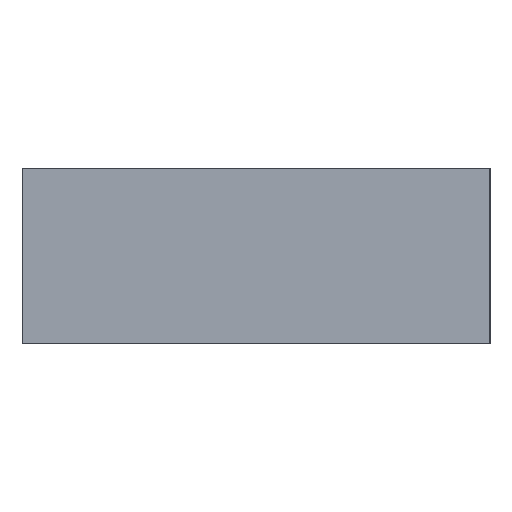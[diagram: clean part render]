
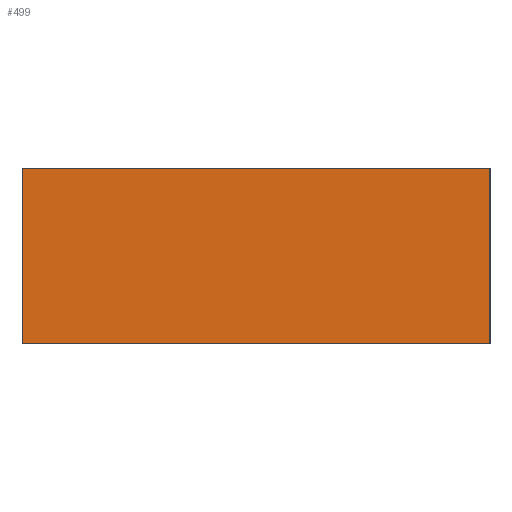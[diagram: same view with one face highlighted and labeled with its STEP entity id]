
A CAD part, left-side view. The second image highlights one B-rep face of the part: STEP entity #499.
In plain terms, the highlighted planar face has unit normal (-1, 0, 0).
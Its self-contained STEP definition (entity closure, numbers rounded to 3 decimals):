
#29=PLANE('',#547);
#54=FACE_OUTER_BOUND('',#83,.T.);
#83=EDGE_LOOP('',(#393,#394,#395,#396));
#117=LINE('',#743,#178);
#128=LINE('',#765,#189);
#131=LINE('',#771,#192);
#132=LINE('',#772,#193);
#178=VECTOR('',#608,10.);
#189=VECTOR('',#621,10.);
#192=VECTOR('',#626,10.);
#193=VECTOR('',#627,10.);
#251=VERTEX_POINT('',#740);
#252=VERTEX_POINT('',#742);
#262=VERTEX_POINT('',#764);
#264=VERTEX_POINT('',#770);
#301=EDGE_CURVE('',#252,#251,#117,.T.);
#312=EDGE_CURVE('',#252,#262,#128,.T.);
#315=EDGE_CURVE('',#264,#251,#131,.T.);
#316=EDGE_CURVE('',#264,#262,#132,.T.);
#393=ORIENTED_EDGE('',*,*,#301,.T.);
#394=ORIENTED_EDGE('',*,*,#315,.F.);
#395=ORIENTED_EDGE('',*,*,#316,.T.);
#396=ORIENTED_EDGE('',*,*,#312,.F.);
#499=ADVANCED_FACE('',(#54),#29,.T.);
#547=AXIS2_PLACEMENT_3D('',#769,#624,#625);
#608=DIRECTION('',(0.,1.,0.));
#621=DIRECTION('',(0.,0.,-1.));
#624=DIRECTION('center_axis',(-1.,0.,0.));
#625=DIRECTION('ref_axis',(0.,-1.,0.));
#626=DIRECTION('',(0.,0.,1.));
#627=DIRECTION('',(0.,-1.,0.));
#740=CARTESIAN_POINT('',(-9.5,14.,5.));
#742=CARTESIAN_POINT('',(-9.5,-10.,5.));
#743=CARTESIAN_POINT('',(-9.5,9.5,5.));
#764=CARTESIAN_POINT('',(-9.5,-10.,-4.));
#765=CARTESIAN_POINT('',(-9.5,-10.,0.));
#769=CARTESIAN_POINT('Origin',(-9.5,14.,0.));
#770=CARTESIAN_POINT('',(-9.5,14.,-4.));
#771=CARTESIAN_POINT('',(-9.5,14.,0.));
#772=CARTESIAN_POINT('',(-9.5,-4.,-4.));
